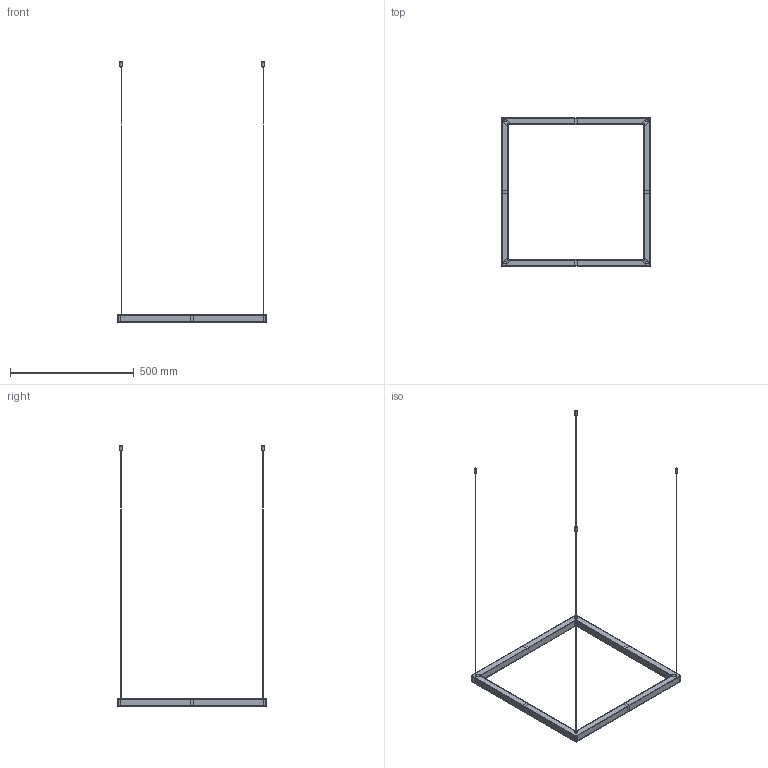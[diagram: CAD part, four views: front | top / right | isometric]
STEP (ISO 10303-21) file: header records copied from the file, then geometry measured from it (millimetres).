
FILE_DESCRIPTION(/* description */ (''),/* implementation_level */ '2;1');
FILE_NAME(/* name */ 'Oleant_CO060_Cube_Out_60.stp',/* time_stamp */ '2022-04-16T04:31:01+02:00',/* author */ ('Omnitek 2000'),/* organization */ (''),/* preprocessor_version */ 'ST-DEVELOPER v18',/* originating_system */ 'Autodesk Inventor 2020',/* authorisation */ '');
FILE_SCHEMA (('AUTOMOTIVE_DESIGN { 1 0 10303 214 3 1 1 }'));
Length unit declared in the file: millimetre
Products named in the file (5): olala; frame; frame_1; cable; ceiling_mount
Assembly tree (10 placements, depth 2):
  olala
    frame
    frame_1
    cable  x4
    ceiling_mount  x4
Bounding box: 600 x 600 x 1053 mm (x, y, z)
Volume: 1792992.2 mm3; surface area: 610829 mm2
Topology: 10 solids, 10 shells, 144 faces, 288 edges, 184 vertices
Faces by surface type: plane 88, cylinder 40, sphere 8, torus 8
Full cylindrical faces by diameter (mm): 1.2 x4, 3 x4, 4 x4, 9 x4, 11 x4
Entity records: 3130 total; most frequent: DIRECTION 532, CARTESIAN_POINT 494, ORIENTED_EDGE 456, EDGE_CURVE 228, AXIS2_PLACEMENT_3D 180, LINE 172, VECTOR 172, VERTEX_POINT 142
